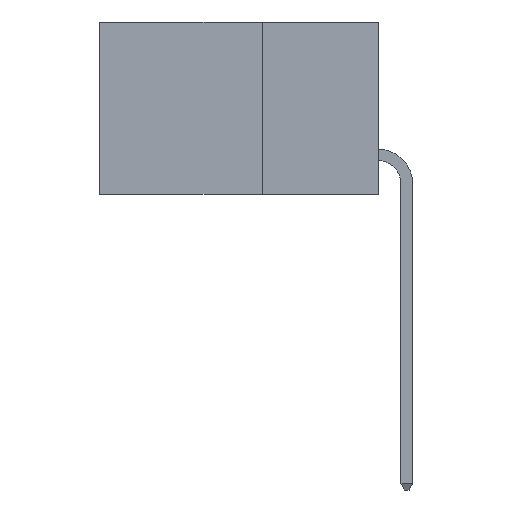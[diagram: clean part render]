
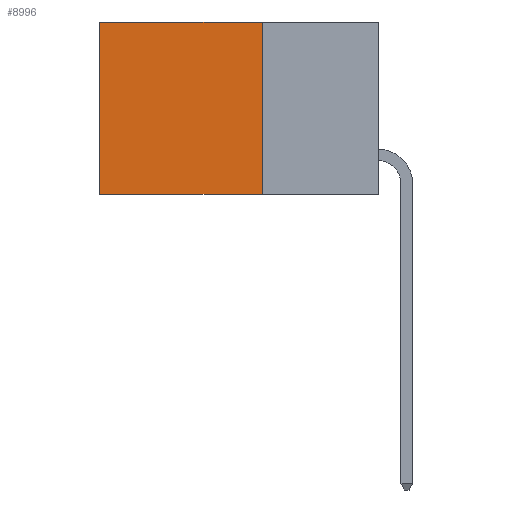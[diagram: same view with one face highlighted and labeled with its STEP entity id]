
A CAD part, left-side view. The second image highlights one B-rep face of the part: STEP entity #8996.
In plain terms, the highlighted planar face has unit normal (-1, 0, 0).
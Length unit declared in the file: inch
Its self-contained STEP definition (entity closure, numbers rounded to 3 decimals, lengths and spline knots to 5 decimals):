
#80 = CARTESIAN_POINT ( 'NONE',  ( 0.2615, 0.6, -0.37 ) ) ;
#1202 = AXIS2_PLACEMENT_3D ( 'NONE', #2201, #2980, #7918 ) ;
#1237 = CARTESIAN_POINT ( 'NONE',  ( 0.2615, 0.6, 0. ) ) ;
#1584 = ORIENTED_EDGE ( 'NONE', *, *, #6802, .F. ) ;
#1634 = VERTEX_POINT ( 'NONE', #7166 ) ;
#2191 = VERTEX_POINT ( 'NONE', #7884 ) ;
#2201 = CARTESIAN_POINT ( 'NONE',  ( 0.2615, 0.25, -0.37 ) ) ;
#2315 = CARTESIAN_POINT ( 'NONE',  ( 0.2615, 0.25, 0. ) ) ;
#2503 = CARTESIAN_POINT ( 'NONE',  ( 0.2615, 0.25, -0.37 ) ) ;
#2810 = EDGE_LOOP ( 'NONE', ( #7662, #1584, #9334, #7994 ) ) ;
#2832 = VERTEX_POINT ( 'NONE', #1237 ) ;
#2837 = DIRECTION ( 'NONE',  ( 0., 0., -1. ) ) ;
#2980 = DIRECTION ( 'NONE',  ( 1., 0., 0. ) ) ;
#3448 = EDGE_CURVE ( 'NONE', #2191, #2832, #8194, .T. ) ;
#4166 = VERTEX_POINT ( 'NONE', #7587 ) ;
#4175 = VECTOR ( 'NONE', #8844, 39.37008 ) ;
#4663 = DIRECTION ( 'NONE',  ( 0., 0., -1. ) ) ;
#4665 = LINE ( 'NONE', #6289, #8388 ) ;
#5190 = EDGE_CURVE ( 'NONE', #2191, #1634, #4665, .T. ) ;
#5243 = FACE_OUTER_BOUND ( 'NONE', #2810, .T. ) ;
#5296 = DIRECTION ( 'NONE',  ( 0., 1., 0. ) ) ;
#5861 = PLANE ( 'NONE',  #1202 ) ;
#5868 = LINE ( 'NONE', #2503, #4175 ) ;
#6289 = CARTESIAN_POINT ( 'NONE',  ( 0.2615, 0.25, -0.37 ) ) ;
#6787 = EDGE_CURVE ( 'NONE', #2832, #4166, #7893, .T. ) ;
#6802 = EDGE_CURVE ( 'NONE', #1634, #4166, #5868, .T. ) ;
#7166 = CARTESIAN_POINT ( 'NONE',  ( 0.2615, 0.25, -0.37 ) ) ;
#7587 = CARTESIAN_POINT ( 'NONE',  ( 0.2615, 0.6, -0.37 ) ) ;
#7662 = ORIENTED_EDGE ( 'NONE', *, *, #6787, .T. ) ;
#7677 = VECTOR ( 'NONE', #4663, 39.37008 ) ;
#7884 = CARTESIAN_POINT ( 'NONE',  ( 0.2615, 0.25, 0. ) ) ;
#7893 = LINE ( 'NONE', #80, #7677 ) ;
#7918 = DIRECTION ( 'NONE',  ( 0., 0., -1. ) ) ;
#7994 = ORIENTED_EDGE ( 'NONE', *, *, #3448, .T. ) ;
#8194 = LINE ( 'NONE', #2315, #8423 ) ;
#8388 = VECTOR ( 'NONE', #2837, 39.37008 ) ;
#8423 = VECTOR ( 'NONE', #5296, 39.37008 ) ;
#8844 = DIRECTION ( 'NONE',  ( 0., 1., 0. ) ) ;
#8996 = ADVANCED_FACE ( 'NONE', ( #5243 ), #5861, .F. ) ;
#9334 = ORIENTED_EDGE ( 'NONE', *, *, #5190, .F. ) ;
